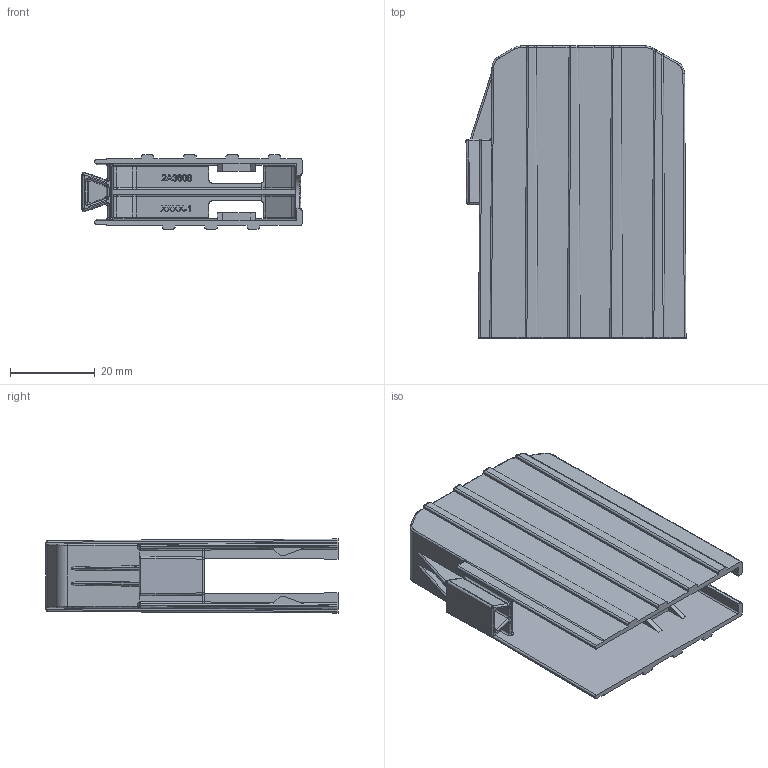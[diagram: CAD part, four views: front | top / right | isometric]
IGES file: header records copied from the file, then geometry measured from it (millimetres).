
Start section: SolidWorks IGES file using analytic representation for surfaces
Global section: file name: bus-ele-cd-2a3608.igs; native system: SolidWorks 2016; preprocessor: SolidWorks 2016; author: E9815982; date: 181008.093415; units: millimetre
Bounding box: 52 x 69 x 17.5 mm (x, y, z)
Surface area: 18130.3 mm2 (no closed solid volume)
Topology: 0 solids, 0 shells, 511 faces, 4266 edges, 4246 vertices
Faces by surface type: bspline 368, revolution 143
